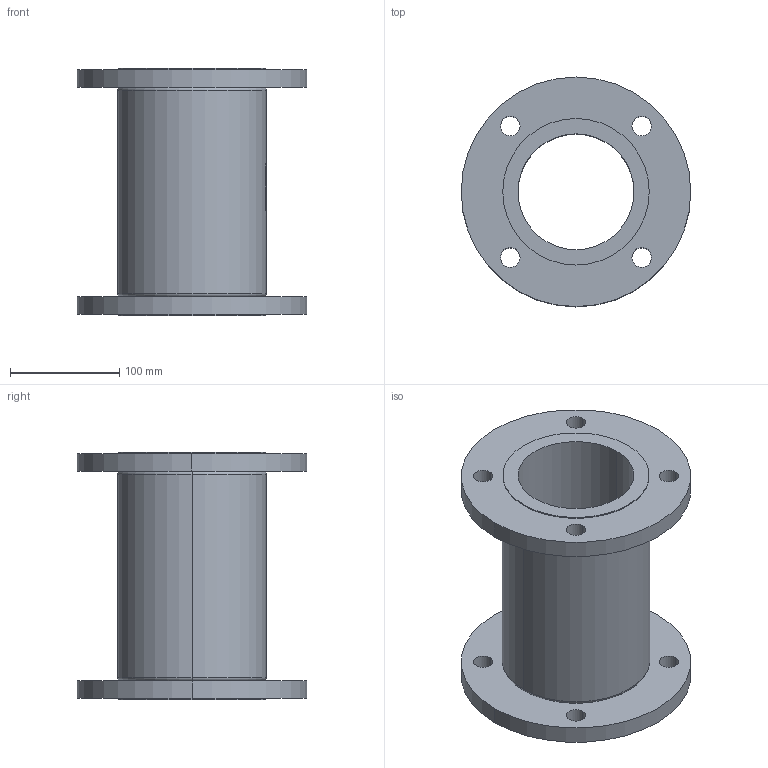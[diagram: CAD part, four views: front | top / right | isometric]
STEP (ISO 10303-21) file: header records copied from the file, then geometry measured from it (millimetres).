
FILE_DESCRIPTION (( 'STEP AP214' ), '1' );
FILE_NAME ('7150000_DN100_PN06_51422037.STEP', '2022-02-02T08:07:20', ( 'axxx' ), ( 'Hewlett-Packard Company' ), 'SwSTEP 2.0', 'SolidWorks 2019', '' );
FILE_SCHEMA (( 'AUTOMOTIVE_DESIGN' ));
Length unit declared in the file: millimetre
Products named in the file (1): 7150000_DN100_PN06_51422037
Bounding box: 210 x 210 x 226 mm (x, y, z)
Volume: 1888684.6 mm3; surface area: 279201.3 mm2
Topology: 1 solids, 1 shells, 517 faces, 1343 edges, 894 vertices
Faces by surface type: plane 240, bspline 225, cylinder 48, torus 4
Entity records: 28729 total; most frequent: CARTESIAN_POINT 17535, ORIENTED_EDGE 2686, DIRECTION 1558, EDGE_CURVE 1343, VERTEX_POINT 894, VECTOR 724, LINE 724, EDGE_LOOP 601
